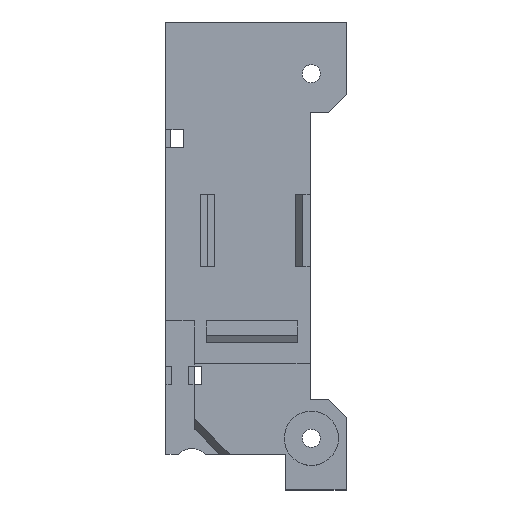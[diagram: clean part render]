
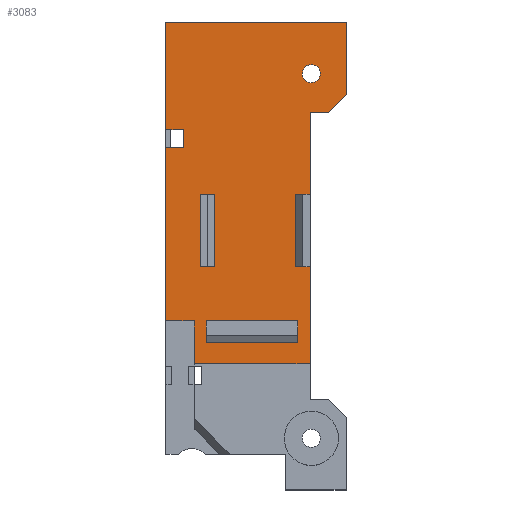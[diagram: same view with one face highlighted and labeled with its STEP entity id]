
A CAD part, top view. The second image highlights one B-rep face of the part: STEP entity #3083.
In plain terms, the highlighted planar face has unit normal (0, 0, 1).
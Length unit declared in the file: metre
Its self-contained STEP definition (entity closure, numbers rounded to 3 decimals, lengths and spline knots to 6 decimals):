
#232=LINE('',#4734,#594);
#238=LINE('',#4746,#600);
#287=LINE('',#4858,#649);
#289=LINE('',#4862,#651);
#290=LINE('',#4864,#652);
#291=LINE('',#4866,#653);
#292=LINE('',#4869,#654);
#293=LINE('',#4872,#655);
#294=LINE('',#4874,#656);
#295=LINE('',#4876,#657);
#296=LINE('',#4877,#658);
#297=LINE('',#4880,#659);
#298=LINE('',#4882,#660);
#299=LINE('',#4884,#661);
#300=LINE('',#4886,#662);
#301=LINE('',#4888,#663);
#302=LINE('',#4890,#664);
#303=LINE('',#4894,#665);
#304=LINE('',#4896,#666);
#305=LINE('',#4898,#667);
#306=LINE('',#4900,#668);
#307=LINE('',#4901,#669);
#308=LINE('',#4903,#670);
#309=LINE('',#4905,#671);
#310=LINE('',#4907,#672);
#594=VECTOR('',#3862,1.);
#600=VECTOR('',#3870,1.);
#649=VECTOR('',#3943,1.);
#651=VECTOR('',#3947,1.);
#652=VECTOR('',#3948,1.);
#653=VECTOR('',#3949,1.);
#654=VECTOR('',#3952,1.);
#655=VECTOR('',#3953,1.);
#656=VECTOR('',#3954,1.);
#657=VECTOR('',#3955,1.);
#658=VECTOR('',#3956,1.);
#659=VECTOR('',#3957,1.);
#660=VECTOR('',#3958,1.);
#661=VECTOR('',#3959,1.);
#662=VECTOR('',#3960,1.);
#663=VECTOR('',#3961,1.);
#664=VECTOR('',#3962,1.);
#665=VECTOR('',#3965,1.);
#666=VECTOR('',#3966,1.);
#667=VECTOR('',#3967,1.);
#668=VECTOR('',#3968,1.);
#669=VECTOR('',#3969,1.);
#670=VECTOR('',#3970,1.);
#671=VECTOR('',#3971,1.);
#672=VECTOR('',#3972,1.);
#1299=ORIENTED_EDGE('',*,*,#1948,.T.);
#1300=ORIENTED_EDGE('',*,*,#1949,.T.);
#1301=ORIENTED_EDGE('',*,*,#1950,.F.);
#1302=ORIENTED_EDGE('',*,*,#1946,.F.);
#1303=ORIENTED_EDGE('',*,*,#1951,.F.);
#1304=ORIENTED_EDGE('',*,*,#1952,.F.);
#1305=ORIENTED_EDGE('',*,*,#1953,.T.);
#1306=ORIENTED_EDGE('',*,*,#1954,.T.);
#1307=ORIENTED_EDGE('',*,*,#1955,.F.);
#1308=ORIENTED_EDGE('',*,*,#1956,.F.);
#1309=ORIENTED_EDGE('',*,*,#1957,.T.);
#1310=ORIENTED_EDGE('',*,*,#1958,.F.);
#1311=ORIENTED_EDGE('',*,*,#1959,.F.);
#1312=ORIENTED_EDGE('',*,*,#1960,.T.);
#1313=ORIENTED_EDGE('',*,*,#1961,.F.);
#1314=ORIENTED_EDGE('',*,*,#1962,.T.);
#1315=ORIENTED_EDGE('',*,*,#1963,.F.);
#1316=ORIENTED_EDGE('',*,*,#1964,.T.);
#1317=ORIENTED_EDGE('',*,*,#1965,.T.);
#1318=ORIENTED_EDGE('',*,*,#1966,.F.);
#1319=ORIENTED_EDGE('',*,*,#1967,.F.);
#1320=ORIENTED_EDGE('',*,*,#1885,.T.);
#1321=ORIENTED_EDGE('',*,*,#1891,.F.);
#1322=ORIENTED_EDGE('',*,*,#1968,.F.);
#1323=ORIENTED_EDGE('',*,*,#1969,.T.);
#1324=ORIENTED_EDGE('',*,*,#1970,.F.);
#1325=ORIENTED_EDGE('',*,*,#1971,.F.);
#1885=EDGE_CURVE('',#2255,#2254,#232,.T.);
#1891=EDGE_CURVE('',#2259,#2254,#238,.T.);
#1946=EDGE_CURVE('',#2310,#2311,#287,.T.);
#1948=EDGE_CURVE('',#2310,#2312,#289,.T.);
#1949=EDGE_CURVE('',#2312,#2313,#290,.T.);
#1950=EDGE_CURVE('',#2311,#2313,#291,.T.);
#1951=EDGE_CURVE('',#2314,#2314,#2452,.T.);
#1952=EDGE_CURVE('',#2315,#2316,#292,.T.);
#1953=EDGE_CURVE('',#2315,#2317,#293,.T.);
#1954=EDGE_CURVE('',#2317,#2318,#294,.T.);
#1955=EDGE_CURVE('',#2316,#2318,#295,.T.);
#1956=EDGE_CURVE('',#2319,#2320,#296,.T.);
#1957=EDGE_CURVE('',#2319,#2321,#297,.T.);
#1958=EDGE_CURVE('',#2322,#2321,#298,.T.);
#1959=EDGE_CURVE('',#2323,#2322,#299,.T.);
#1960=EDGE_CURVE('',#2323,#2324,#300,.F.);
#1961=EDGE_CURVE('',#2325,#2324,#301,.T.);
#1962=EDGE_CURVE('',#2325,#2326,#302,.T.);
#1963=EDGE_CURVE('',#2327,#2326,#2453,.T.);
#1964=EDGE_CURVE('',#2327,#2328,#303,.T.);
#1965=EDGE_CURVE('',#2328,#2329,#304,.T.);
#1966=EDGE_CURVE('',#2330,#2329,#305,.T.);
#1967=EDGE_CURVE('',#2255,#2330,#306,.T.);
#1968=EDGE_CURVE('',#2331,#2259,#307,.T.);
#1969=EDGE_CURVE('',#2331,#2332,#308,.T.);
#1970=EDGE_CURVE('',#2333,#2332,#309,.T.);
#1971=EDGE_CURVE('',#2320,#2333,#310,.T.);
#2254=VERTEX_POINT('',#4733);
#2255=VERTEX_POINT('',#4735);
#2259=VERTEX_POINT('',#4745);
#2310=VERTEX_POINT('',#4857);
#2311=VERTEX_POINT('',#4859);
#2312=VERTEX_POINT('',#4863);
#2313=VERTEX_POINT('',#4865);
#2314=VERTEX_POINT('',#4868);
#2315=VERTEX_POINT('',#4870);
#2316=VERTEX_POINT('',#4871);
#2317=VERTEX_POINT('',#4873);
#2318=VERTEX_POINT('',#4875);
#2319=VERTEX_POINT('',#4878);
#2320=VERTEX_POINT('',#4879);
#2321=VERTEX_POINT('',#4881);
#2322=VERTEX_POINT('',#4883);
#2323=VERTEX_POINT('',#4885);
#2324=VERTEX_POINT('',#4887);
#2325=VERTEX_POINT('',#4889);
#2326=VERTEX_POINT('',#4891);
#2327=VERTEX_POINT('',#4893);
#2328=VERTEX_POINT('',#4895);
#2329=VERTEX_POINT('',#4897);
#2330=VERTEX_POINT('',#4899);
#2331=VERTEX_POINT('',#4902);
#2332=VERTEX_POINT('',#4904);
#2333=VERTEX_POINT('',#4906);
#2452=CIRCLE('',#3326,0.0025);
#2453=CIRCLE('',#3327,0.00035);
#2587=EDGE_LOOP('',(#1299,#1300,#1301,#1302));
#2588=EDGE_LOOP('',(#1303));
#2589=EDGE_LOOP('',(#1304,#1305,#1306,#1307));
#2590=EDGE_LOOP('',(#1308,#1309,#1310,#1311,#1312,#1313,#1314,#1315,#1316,
#1317,#1318,#1319,#1320,#1321,#1322,#1323,#1324,#1325));
#2787=FACE_BOUND('',#2587,.T.);
#2788=FACE_BOUND('',#2588,.T.);
#2789=FACE_BOUND('',#2589,.T.);
#2790=FACE_BOUND('',#2590,.T.);
#2937=PLANE('',#3325);
#3083=ADVANCED_FACE('',(#2787,#2788,#2789,#2790),#2937,.T.);
#3325=AXIS2_PLACEMENT_3D('',#4861,#3945,#3946);
#3326=AXIS2_PLACEMENT_3D('',#4867,#3950,#3951);
#3327=AXIS2_PLACEMENT_3D('',#4892,#3963,#3964);
#3862=DIRECTION('',(0.,-1.,0.));
#3870=DIRECTION('',(-1.,0.,0.));
#3943=DIRECTION('',(0.,1.,0.));
#3945=DIRECTION('',(0.,0.,1.));
#3946=DIRECTION('',(1.,0.,0.));
#3947=DIRECTION('',(-1.,0.,0.));
#3948=DIRECTION('',(0.,1.,0.));
#3949=DIRECTION('',(-1.,0.,0.));
#3950=DIRECTION('',(0.,0.,1.));
#3951=DIRECTION('',(1.,0.,0.));
#3952=DIRECTION('',(0.,-1.,0.));
#3953=DIRECTION('',(1.,0.,0.));
#3954=DIRECTION('',(0.,-1.,0.));
#3955=DIRECTION('',(1.,0.,0.));
#3956=DIRECTION('',(0.,-1.,0.));
#3957=DIRECTION('',(1.,0.,0.));
#3958=DIRECTION('',(0.,-1.,0.));
#3959=DIRECTION('',(-1.,0.,0.));
#3960=DIRECTION('',(-0.707,-0.707,0.));
#3961=DIRECTION('',(0.,-1.,0.));
#3962=DIRECTION('',(-1.,0.,0.));
#3963=DIRECTION('',(0.,0.,-1.));
#3964=DIRECTION('',(1.,0.,0.));
#3965=DIRECTION('',(0.,-1.,0.));
#3966=DIRECTION('',(1.,0.,0.));
#3967=DIRECTION('',(0.,1.,0.));
#3968=DIRECTION('',(1.,0.,0.));
#3969=DIRECTION('',(0.,1.,0.));
#3970=DIRECTION('',(1.,0.,0.));
#3971=DIRECTION('',(0.,-1.,0.));
#3972=DIRECTION('',(1.,0.,0.));
#4733=CARTESIAN_POINT('',(-0.04035,-0.018,0.013));
#4734=CARTESIAN_POINT('',(-0.04035,0.,0.013));
#4735=CARTESIAN_POINT('',(-0.04035,0.03,0.013));
#4745=CARTESIAN_POINT('',(-0.0325,-0.018,0.013));
#4746=CARTESIAN_POINT('',(-0.01535,-0.018,0.013));
#4857=CARTESIAN_POINT('',(-0.02885,-0.003,0.013));
#4858=CARTESIAN_POINT('',(-0.02885,0.007,0.013));
#4859=CARTESIAN_POINT('',(-0.02885,0.017,0.013));
#4861=CARTESIAN_POINT('',(-0.01535,0.,0.013));
#4862=CARTESIAN_POINT('',(-0.02985,-0.003,0.013));
#4863=CARTESIAN_POINT('',(-0.03085,-0.003,0.013));
#4864=CARTESIAN_POINT('',(-0.03085,0.007,0.013));
#4865=CARTESIAN_POINT('',(-0.03085,0.017,0.013));
#4866=CARTESIAN_POINT('',(-0.02985,0.017,0.013));
#4867=CARTESIAN_POINT('',(0.,0.05055,0.013));
#4868=CARTESIAN_POINT('',(0.0025,0.05055,0.013));
#4869=CARTESIAN_POINT('',(-0.029125,-0.021,0.013));
#4870=CARTESIAN_POINT('',(-0.029125,-0.018,0.013));
#4871=CARTESIAN_POINT('',(-0.029125,-0.024,0.013));
#4872=CARTESIAN_POINT('',(-0.016425,-0.018,0.013));
#4873=CARTESIAN_POINT('',(-0.003725,-0.018,0.013));
#4874=CARTESIAN_POINT('',(-0.003725,-0.021,0.013));
#4875=CARTESIAN_POINT('',(-0.003725,-0.024,0.013));
#4876=CARTESIAN_POINT('',(-0.016425,-0.024,0.013));
#4877=CARTESIAN_POINT('',(-0.00235,0.007,0.013));
#4878=CARTESIAN_POINT('',(-0.00235,0.017,0.013));
#4879=CARTESIAN_POINT('',(-0.00235,-0.003,0.013));
#4880=CARTESIAN_POINT('',(-0.00135,0.017,0.013));
#4881=CARTESIAN_POINT('',(-0.00035,0.017,0.013));
#4882=CARTESIAN_POINT('',(-0.00035,0.,0.013));
#4883=CARTESIAN_POINT('',(-0.00035,0.03985,0.013));
#4884=CARTESIAN_POINT('',(0.00465,0.03985,0.013));
#4885=CARTESIAN_POINT('',(0.00465,0.03985,0.013));
#4886=CARTESIAN_POINT('',(-0.025275,0.009925,0.013));
#4887=CARTESIAN_POINT('',(0.00965,0.04485,0.013));
#4888=CARTESIAN_POINT('',(0.00965,0.05235,0.013));
#4889=CARTESIAN_POINT('',(0.00965,0.06485,0.013));
#4890=CARTESIAN_POINT('',(-0.015175,0.06485,0.013));
#4891=CARTESIAN_POINT('',(-0.04,0.06485,0.013));
#4892=CARTESIAN_POINT('',(-0.04,0.0645,0.013));
#4893=CARTESIAN_POINT('',(-0.04035,0.0645,0.013));
#4894=CARTESIAN_POINT('',(-0.04035,0.,0.013));
#4895=CARTESIAN_POINT('',(-0.04035,0.035,0.013));
#4896=CARTESIAN_POINT('',(-0.03725,0.035,0.013));
#4897=CARTESIAN_POINT('',(-0.0355,0.035,0.013));
#4898=CARTESIAN_POINT('',(-0.0355,0.0325,0.013));
#4899=CARTESIAN_POINT('',(-0.0355,0.03,0.013));
#4900=CARTESIAN_POINT('',(-0.03725,0.03,0.013));
#4901=CARTESIAN_POINT('',(-0.0325,0.,0.013));
#4902=CARTESIAN_POINT('',(-0.0325,-0.02985,0.013));
#4903=CARTESIAN_POINT('',(-0.02035,-0.02985,0.013));
#4904=CARTESIAN_POINT('',(-0.00035,-0.02985,0.013));
#4905=CARTESIAN_POINT('',(-0.00035,0.,0.013));
#4906=CARTESIAN_POINT('',(-0.00035,-0.003,0.013));
#4907=CARTESIAN_POINT('',(-0.00135,-0.003,0.013));
